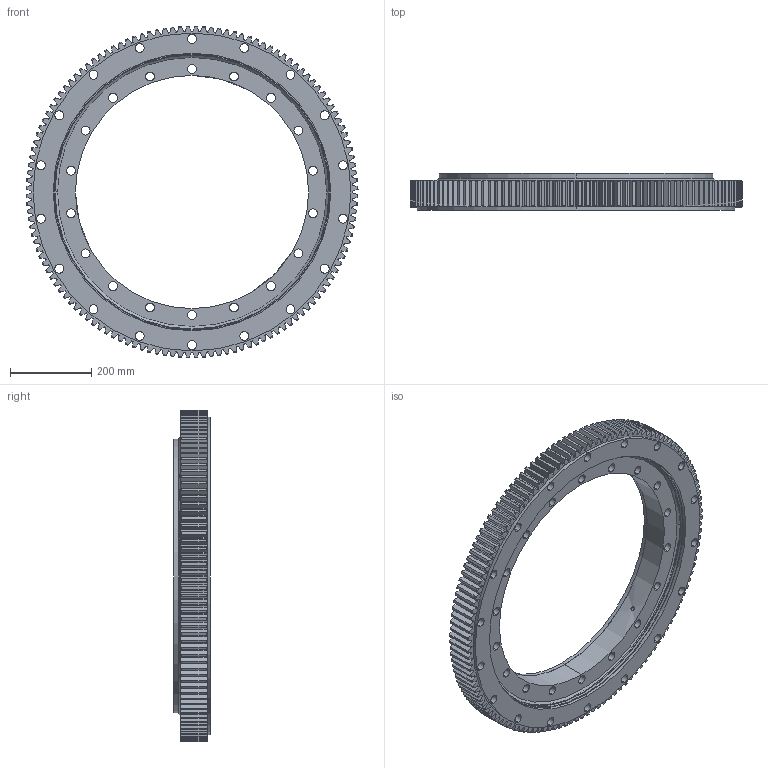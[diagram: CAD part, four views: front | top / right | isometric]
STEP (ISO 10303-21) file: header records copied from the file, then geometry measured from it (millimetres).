
FILE_DESCRIPTION (( 'STEP AP203' ), '1' );
FILE_NAME ('06-0675-00.STEP', '2017-12-27T07:39:58', ( 'defontaine' ), ( 'Hewlett-Packard Company' ), 'SwSTEP 2.0', 'SolidWorks 2016', '' );
FILE_SCHEMA (( 'CONFIG_CONTROL_DESIGN' ));
Length unit declared in the file: millimetre
Products named in the file (1): 06-0675-00
Bounding box: 815.89 x 90 x 815.89 mm (x, y, z)
Volume: 15234522.7 mm3; surface area: 1634452.3 mm2
Topology: 5 solids, 5 shells, 968 faces, 2821 edges, 1863 vertices
Faces by surface type: cylinder 373, cone 288, plane 281, torus 26
Entity records: 33438 total; most frequent: CARTESIAN_POINT 7673, ORIENTED_EDGE 5626, DIRECTION 5271, EDGE_CURVE 2813, AXIS2_PLACEMENT_3D 2041, VERTEX_POINT 1863, LINE 1189, VECTOR 1189
